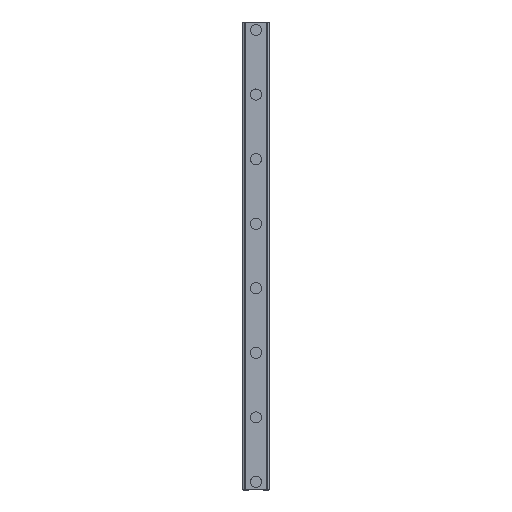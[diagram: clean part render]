
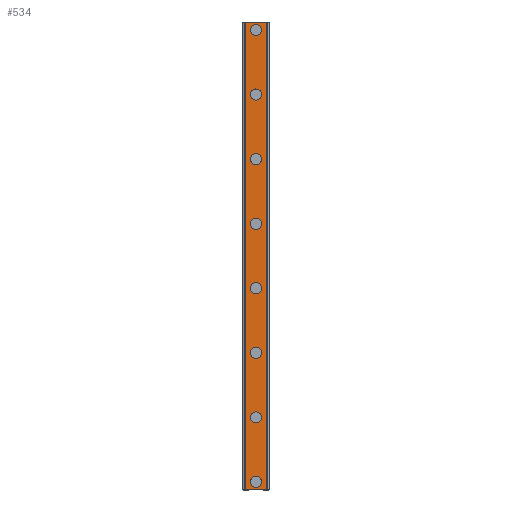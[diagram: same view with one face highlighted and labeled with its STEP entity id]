
A CAD part, top view. The second image highlights one B-rep face of the part: STEP entity #534.
In plain terms, the highlighted planar face has unit normal (0, 0, 1).
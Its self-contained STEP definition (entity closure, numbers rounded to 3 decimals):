
#534=ADVANCED_FACE('',(#1099,#1100,#1101,#1102,#1103,#1104,#1105,#1106,#1107),#1108,.T.);
#1099=FACE_BOUND('',#1696,.T.);
#1100=FACE_BOUND('',#1697,.T.);
#1101=FACE_BOUND('',#1698,.T.);
#1102=FACE_BOUND('',#1699,.T.);
#1103=FACE_BOUND('',#1700,.T.);
#1104=FACE_BOUND('',#1701,.T.);
#1105=FACE_BOUND('',#1702,.T.);
#1106=FACE_BOUND('',#1703,.T.);
#1107=FACE_OUTER_BOUND('',#1704,.T.);
#1108=PLANE('',#1705);
#1696=EDGE_LOOP('',(#3242,#3243));
#1697=EDGE_LOOP('',(#3244,#3245));
#1698=EDGE_LOOP('',(#3246,#3247));
#1699=EDGE_LOOP('',(#3248,#3249));
#1700=EDGE_LOOP('',(#3250,#3251));
#1701=EDGE_LOOP('',(#3252,#3253));
#1702=EDGE_LOOP('',(#3254,#3255));
#1703=EDGE_LOOP('',(#3256,#3257));
#1704=EDGE_LOOP('',(#3258,#3259,#3260,#3261));
#1705=AXIS2_PLACEMENT_3D('',#3262,#3263,#3264);
#3242=ORIENTED_EDGE('',*,*,#3559,.T.);
#3243=ORIENTED_EDGE('',*,*,#3993,.T.);
#3244=ORIENTED_EDGE('',*,*,#3549,.T.);
#3245=ORIENTED_EDGE('',*,*,#3999,.T.);
#3246=ORIENTED_EDGE('',*,*,#3539,.T.);
#3247=ORIENTED_EDGE('',*,*,#4005,.T.);
#3248=ORIENTED_EDGE('',*,*,#3529,.T.);
#3249=ORIENTED_EDGE('',*,*,#4011,.T.);
#3250=ORIENTED_EDGE('',*,*,#3519,.T.);
#3251=ORIENTED_EDGE('',*,*,#4017,.T.);
#3252=ORIENTED_EDGE('',*,*,#3509,.T.);
#3253=ORIENTED_EDGE('',*,*,#4023,.T.);
#3254=ORIENTED_EDGE('',*,*,#3499,.T.);
#3255=ORIENTED_EDGE('',*,*,#4029,.T.);
#3256=ORIENTED_EDGE('',*,*,#3489,.T.);
#3257=ORIENTED_EDGE('',*,*,#4035,.T.);
#3258=ORIENTED_EDGE('',*,*,#3968,.T.);
#3259=ORIENTED_EDGE('',*,*,#4090,.F.);
#3260=ORIENTED_EDGE('',*,*,#3830,.T.);
#3261=ORIENTED_EDGE('',*,*,#4088,.T.);
#3262=CARTESIAN_POINT('',(0.,580.0,29.));
#3263=DIRECTION('',(0.0,0.0,1.0));
#3264=DIRECTION('',(-1.0,0.0,0.0));
#3489=EDGE_CURVE('',#4154,#4151,#4155,.T.);
#3499=EDGE_CURVE('',#4172,#4169,#4173,.T.);
#3509=EDGE_CURVE('',#4190,#4187,#4191,.T.);
#3519=EDGE_CURVE('',#4208,#4205,#4209,.T.);
#3529=EDGE_CURVE('',#4226,#4223,#4227,.T.);
#3539=EDGE_CURVE('',#4244,#4241,#4245,.T.);
#3549=EDGE_CURVE('',#4262,#4259,#4263,.T.);
#3559=EDGE_CURVE('',#4280,#4277,#4281,.T.);
#3830=EDGE_CURVE('',#4687,#4685,#4688,.T.);
#3968=EDGE_CURVE('',#4918,#4916,#4919,.T.);
#3993=EDGE_CURVE('',#4277,#4280,#4966,.T.);
#3999=EDGE_CURVE('',#4259,#4262,#4972,.T.);
#4005=EDGE_CURVE('',#4241,#4244,#4978,.T.);
#4011=EDGE_CURVE('',#4223,#4226,#4984,.T.);
#4017=EDGE_CURVE('',#4205,#4208,#4990,.T.);
#4023=EDGE_CURVE('',#4187,#4190,#4996,.T.);
#4029=EDGE_CURVE('',#4169,#4172,#5002,.T.);
#4035=EDGE_CURVE('',#4151,#4154,#5008,.T.);
#4088=EDGE_CURVE('',#4685,#4918,#5061,.T.);
#4090=EDGE_CURVE('',#4687,#4916,#5063,.T.);
#4151=VERTEX_POINT('',#5126);
#4154=VERTEX_POINT('',#5130);
#4155=CIRCLE('',#5131,7.0);
#4169=VERTEX_POINT('',#5148);
#4172=VERTEX_POINT('',#5152);
#4173=CIRCLE('',#5153,7.0);
#4187=VERTEX_POINT('',#5170);
#4190=VERTEX_POINT('',#5174);
#4191=CIRCLE('',#5175,7.0);
#4205=VERTEX_POINT('',#5192);
#4208=VERTEX_POINT('',#5196);
#4209=CIRCLE('',#5197,7.0);
#4223=VERTEX_POINT('',#5214);
#4226=VERTEX_POINT('',#5218);
#4227=CIRCLE('',#5219,7.0);
#4241=VERTEX_POINT('',#5236);
#4244=VERTEX_POINT('',#5240);
#4245=CIRCLE('',#5241,7.0);
#4259=VERTEX_POINT('',#5258);
#4262=VERTEX_POINT('',#5262);
#4263=CIRCLE('',#5263,7.0);
#4277=VERTEX_POINT('',#5280);
#4280=VERTEX_POINT('',#5284);
#4281=CIRCLE('',#5285,7.0);
#4685=VERTEX_POINT('',#5833);
#4687=VERTEX_POINT('',#5836);
#4688=LINE('',#5837,#5838);
#4916=VERTEX_POINT('',#6156);
#4918=VERTEX_POINT('',#6159);
#4919=LINE('',#6160,#6161);
#4966=CIRCLE('',#6220,7.0);
#4972=CIRCLE('',#6226,7.0);
#4978=CIRCLE('',#6232,7.0);
#4984=CIRCLE('',#6238,7.0);
#4990=CIRCLE('',#6244,7.0);
#4996=CIRCLE('',#6250,7.0);
#5002=CIRCLE('',#6256,7.0);
#5008=CIRCLE('',#6262,7.0);
#5061=LINE('',#6339,#6340);
#5063=LINE('',#6342,#6343);
#5126=CARTESIAN_POINT('',(7.0,10.0,29.));
#5130=CARTESIAN_POINT('',(-7.0,10.0,29.));
#5131=AXIS2_PLACEMENT_3D('',#6427,#6428,#6429);
#5148=CARTESIAN_POINT('',(7.0,90.0,29.));
#5152=CARTESIAN_POINT('',(-7.0,90.0,29.));
#5153=AXIS2_PLACEMENT_3D('',#6443,#6444,#6445);
#5170=CARTESIAN_POINT('',(7.0,170.0,29.));
#5174=CARTESIAN_POINT('',(-7.0,170.0,29.));
#5175=AXIS2_PLACEMENT_3D('',#6459,#6460,#6461);
#5192=CARTESIAN_POINT('',(7.0,250.0,29.));
#5196=CARTESIAN_POINT('',(-7.0,250.0,29.));
#5197=AXIS2_PLACEMENT_3D('',#6475,#6476,#6477);
#5214=CARTESIAN_POINT('',(7.0,330.0,29.));
#5218=CARTESIAN_POINT('',(-7.0,330.0,29.));
#5219=AXIS2_PLACEMENT_3D('',#6491,#6492,#6493);
#5236=CARTESIAN_POINT('',(7.0,410.0,29.));
#5240=CARTESIAN_POINT('',(-7.0,410.0,29.));
#5241=AXIS2_PLACEMENT_3D('',#6507,#6508,#6509);
#5258=CARTESIAN_POINT('',(7.0,490.0,29.));
#5262=CARTESIAN_POINT('',(-7.0,490.0,29.));
#5263=AXIS2_PLACEMENT_3D('',#6523,#6524,#6525);
#5280=CARTESIAN_POINT('',(7.0,570.0,29.));
#5284=CARTESIAN_POINT('',(-7.0,570.0,29.));
#5285=AXIS2_PLACEMENT_3D('',#6539,#6540,#6541);
#5833=CARTESIAN_POINT('',(-13.251,580.0,29.));
#5836=CARTESIAN_POINT('',(13.251,580.0,29.));
#5837=CARTESIAN_POINT('',(13.251,580.0,29.));
#5838=VECTOR('',#6843,1.0);
#6156=CARTESIAN_POINT('',(13.251,0.0,29.));
#6159=CARTESIAN_POINT('',(-13.251,0.0,29.));
#6160=CARTESIAN_POINT('',(13.251,0.0,29.));
#6161=VECTOR('',#7001,1.0);
#6220=AXIS2_PLACEMENT_3D('',#7047,#7048,#7049);
#6226=AXIS2_PLACEMENT_3D('',#7056,#7057,#7058);
#6232=AXIS2_PLACEMENT_3D('',#7065,#7066,#7067);
#6238=AXIS2_PLACEMENT_3D('',#7074,#7075,#7076);
#6244=AXIS2_PLACEMENT_3D('',#7083,#7084,#7085);
#6250=AXIS2_PLACEMENT_3D('',#7092,#7093,#7094);
#6256=AXIS2_PLACEMENT_3D('',#7101,#7102,#7103);
#6262=AXIS2_PLACEMENT_3D('',#7110,#7111,#7112);
#6339=CARTESIAN_POINT('',(-13.251,580.0,29.));
#6340=VECTOR('',#7143,1.0);
#6342=CARTESIAN_POINT('',(13.251,580.0,29.));
#6343=VECTOR('',#7144,1.0);
#6427=CARTESIAN_POINT('',(0.0,10.0,29.));
#6428=DIRECTION('',(0.0,0.0,-1.0));
#6429=DIRECTION('',(1.0,0.0,0.0));
#6443=CARTESIAN_POINT('',(0.0,90.0,29.));
#6444=DIRECTION('',(0.0,0.0,-1.0));
#6445=DIRECTION('',(1.0,0.0,0.0));
#6459=CARTESIAN_POINT('',(0.0,170.0,29.));
#6460=DIRECTION('',(0.0,0.0,-1.0));
#6461=DIRECTION('',(1.0,0.0,0.0));
#6475=CARTESIAN_POINT('',(0.0,250.0,29.));
#6476=DIRECTION('',(0.0,0.0,-1.0));
#6477=DIRECTION('',(1.0,0.0,0.0));
#6491=CARTESIAN_POINT('',(0.0,330.0,29.));
#6492=DIRECTION('',(0.0,0.0,-1.0));
#6493=DIRECTION('',(1.0,0.0,0.0));
#6507=CARTESIAN_POINT('',(0.0,410.0,29.));
#6508=DIRECTION('',(0.0,0.0,-1.0));
#6509=DIRECTION('',(1.0,0.0,0.0));
#6523=CARTESIAN_POINT('',(0.0,490.0,29.));
#6524=DIRECTION('',(0.0,0.0,-1.0));
#6525=DIRECTION('',(1.0,0.0,0.0));
#6539=CARTESIAN_POINT('',(0.0,570.0,29.));
#6540=DIRECTION('',(0.0,0.0,-1.0));
#6541=DIRECTION('',(1.0,0.0,0.0));
#6843=DIRECTION('',(-1.0,0.0,0.0));
#7001=DIRECTION('',(1.0,0.0,0.0));
#7047=CARTESIAN_POINT('',(0.0,570.0,29.));
#7048=DIRECTION('',(0.0,0.0,-1.0));
#7049=DIRECTION('',(1.0,0.0,0.0));
#7056=CARTESIAN_POINT('',(0.0,490.0,29.));
#7057=DIRECTION('',(0.0,0.0,-1.0));
#7058=DIRECTION('',(1.0,0.0,0.0));
#7065=CARTESIAN_POINT('',(0.0,410.0,29.));
#7066=DIRECTION('',(0.0,0.0,-1.0));
#7067=DIRECTION('',(1.0,0.0,0.0));
#7074=CARTESIAN_POINT('',(0.0,330.0,29.));
#7075=DIRECTION('',(0.0,0.0,-1.0));
#7076=DIRECTION('',(1.0,0.0,0.0));
#7083=CARTESIAN_POINT('',(0.0,250.0,29.));
#7084=DIRECTION('',(0.0,0.0,-1.0));
#7085=DIRECTION('',(1.0,0.0,0.0));
#7092=CARTESIAN_POINT('',(0.0,170.0,29.));
#7093=DIRECTION('',(0.0,0.0,-1.0));
#7094=DIRECTION('',(1.0,0.0,0.0));
#7101=CARTESIAN_POINT('',(0.0,90.0,29.));
#7102=DIRECTION('',(0.0,0.0,-1.0));
#7103=DIRECTION('',(1.0,0.0,0.0));
#7110=CARTESIAN_POINT('',(0.0,10.0,29.));
#7111=DIRECTION('',(0.0,0.0,-1.0));
#7112=DIRECTION('',(1.0,0.0,0.0));
#7143=DIRECTION('',(0.0,-1.0,0.0));
#7144=DIRECTION('',(0.0,-1.0,0.0));
